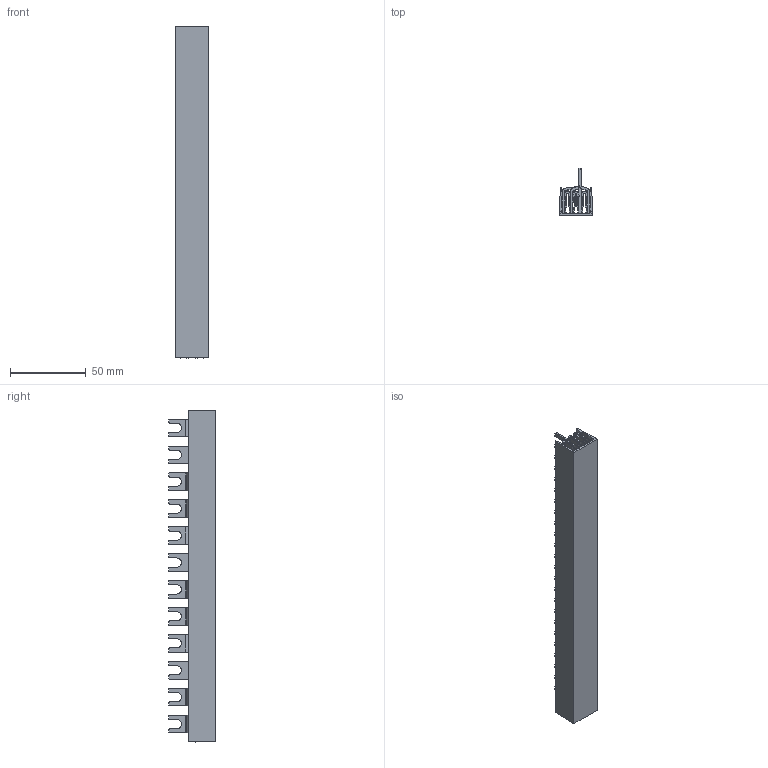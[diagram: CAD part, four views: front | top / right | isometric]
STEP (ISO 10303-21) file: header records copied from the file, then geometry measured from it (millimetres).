
FILE_DESCRIPTION((''),'2;1');
FILE_NAME('IZ16_3F_12_ASM','2021-04-02T',('marketing.praksa'),('Audax d.o.o.'),'CREO PARAMETRIC BY PTC INC, 2017480','CREO PARAMETRIC BY PTC INC, 2017480','');
FILE_SCHEMA(('AUTOMOTIVE_DESIGN { 1 0 10303 214 1 1 1 1 }'));
Products named in the file (10): PRT0172_1_1; PRT0172_1_2; PRT0172_1_3; PRT0172_1_ASM; COPPER_P1_4P_56MOD; COPPER_P2_4P_56MOD; PRT0136; COPPER_P4_4P_56MOD; BASE_4P-LONG; IZ16_3F_12_ASM
Assembly tree (9 placements, depth 3):
  IZ16_3F_12_ASM
    PRT0172_1_ASM
      PRT0172_1_1
      PRT0172_1_2
      PRT0172_1_3
    COPPER_P1_4P_56MOD
    COPPER_P2_4P_56MOD
    PRT0136
    COPPER_P4_4P_56MOD
    BASE_4P-LONG
Bounding box: 22 x 31.01 x 219.4 mm (x, y, z)
Volume: 44580.5 mm3; surface area: 85896.4 mm2
Topology: 8 solids, 8 shells, 460 faces, 1345 edges, 904 vertices
Faces by surface type: plane 255, cylinder 188, torus 17
Entity records: 23572 total; most frequent: CARTESIAN_POINT 2913, DIRECTION 2704, ORIENTED_EDGE 2690, PRESENTATION_STYLE_ASSIGNMENT 1813, STYLED_ITEM 1813, CURVE_STYLE 1345, EDGE_CURVE 1345, AXIS2_PLACEMENT_3D 912
